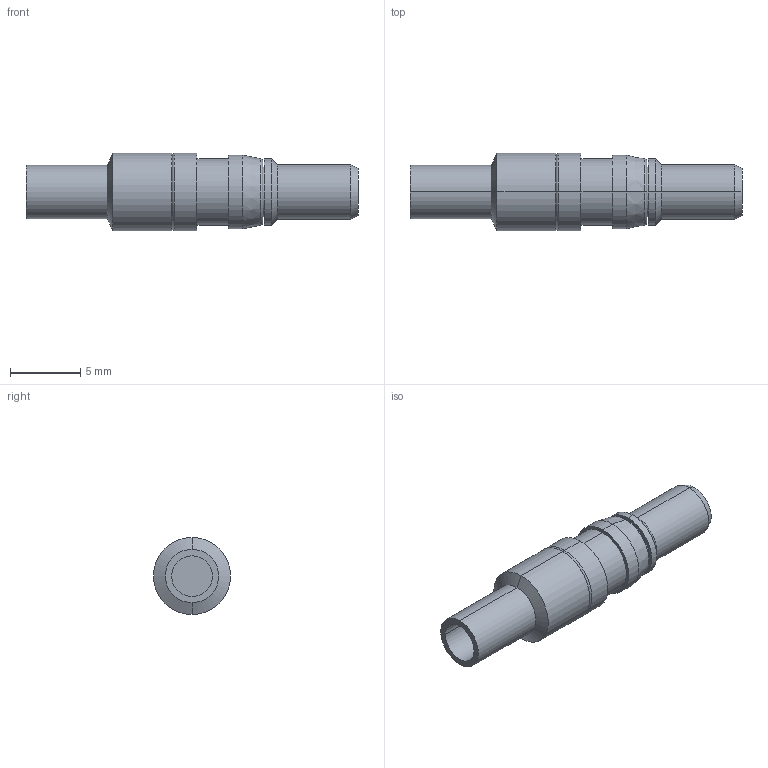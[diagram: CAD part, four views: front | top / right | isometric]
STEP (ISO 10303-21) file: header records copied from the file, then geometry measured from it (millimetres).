
FILE_DESCRIPTION((''),'2;1');
FILE_NAME('L17DM537401_ASM','2016-11-11T',('felix.liu'),(''),'PRO/ENGINEER BY PARAMETRIC TECHNOLOGY CORPORATION, 2011330','PRO/ENGINEER BY PARAMETRIC TECHNOLOGY CORPORATION, 2011330','');
FILE_SCHEMA(('AUTOMOTIVE_DESIGN_CC2 { 1 2 10303 214 -1 1 5 2 }'));
Length unit declared in the file: millimetre
Products named in the file (3): MANIFOLD_SOLID_BREP_1074; ASM0001_ASM; L17DM537401_ASM
Assembly tree (2 placements, depth 3):
  L17DM537401_ASM
    ASM0001_ASM
      MANIFOLD_SOLID_BREP_1074
Bounding box: 23.69 x 5.5 x 5.5 mm (x, y, z)
Volume: 339.6 mm3; surface area: 476.4 mm2
Topology: 1 solids, 1 shells, 41 faces, 80 edges, 48 vertices
Faces by surface type: cylinder 20, plane 9, cone 8, torus 4
Entity records: 1142 total; most frequent: DIRECTION 226, CARTESIAN_POINT 175, ORIENTED_EDGE 160, AXIS2_PLACEMENT_3D 99, EDGE_CURVE 80, CIRCLE 52, VERTEX_POINT 48, EDGE_LOOP 48
